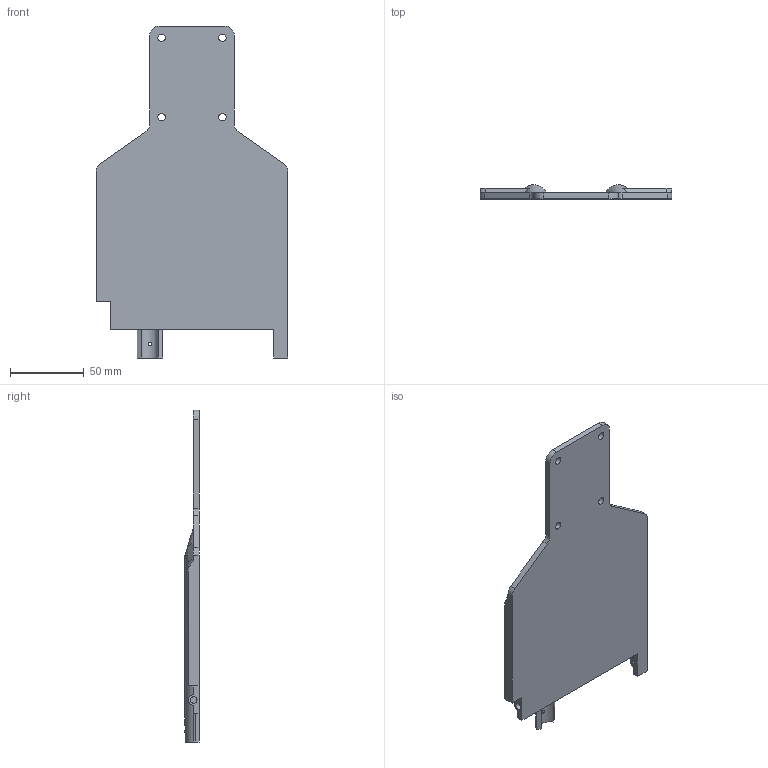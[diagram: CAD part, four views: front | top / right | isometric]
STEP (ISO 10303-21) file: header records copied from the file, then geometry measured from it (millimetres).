
FILE_DESCRIPTION(/* description */ (''),/* implementation_level */ '2;1');
FILE_NAME(/* name */ 'support.stp',/* time_stamp */ '2023-08-06T22:31:10-07:00',/* author */ ('devan'),/* organization */ (''),/* preprocessor_version */ 'ST-DEVELOPER v20',/* originating_system */ 'Autodesk Inventor 2024',/* authorisation */ '');
FILE_SCHEMA (('AUTOMOTIVE_DESIGN { 1 0 10303 214 3 1 1 }'));
Length unit declared in the file: inch
Products named in the file (1): support
Bounding box: 130 x 9.53 x 225.55 mm (x, y, z)
Volume: 105106.9 mm3; surface area: 47779.3 mm2
Topology: 1 solids, 1 shells, 63 faces, 176 edges, 118 vertices
Faces by surface type: plane 35, cylinder 21, cone 7
Full cylindrical faces by diameter (mm): 2.5 x2, 4 x1, 4.5 x2, 5 x4
Entity records: 2210 total; most frequent: CARTESIAN_POINT 501, ORIENTED_EDGE 352, DIRECTION 342, EDGE_CURVE 176, AXIS2_PLACEMENT_3D 120, VERTEX_POINT 118, LINE 102, VECTOR 102
